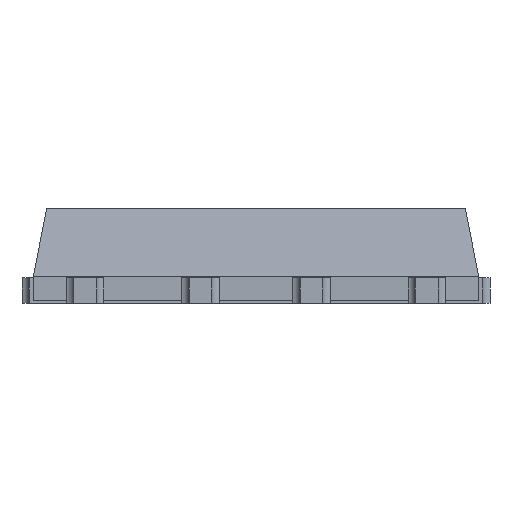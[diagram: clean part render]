
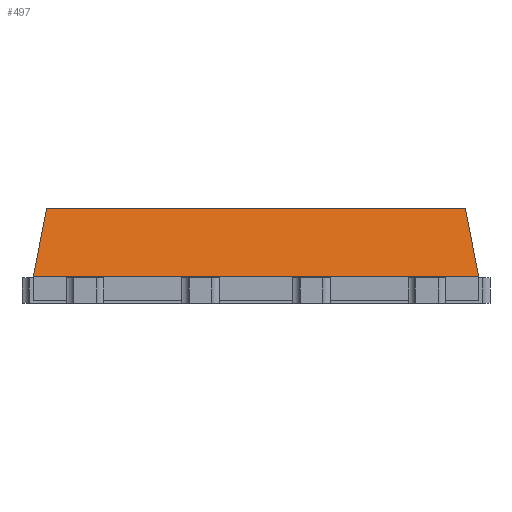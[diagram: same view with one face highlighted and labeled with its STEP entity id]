
A CAD part, left-side view. The second image highlights one B-rep face of the part: STEP entity #497.
In plain terms, the highlighted planar face has unit normal (-0.982, 0, 0.191).
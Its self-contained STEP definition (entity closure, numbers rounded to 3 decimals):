
#150 = PLANE('',#151);
#151 = AXIS2_PLACEMENT_3D('',#152,#153,#154);
#152 = CARTESIAN_POINT('',(0.,0.,1.04));
#153 = DIRECTION('',(0.,0.,1.));
#154 = DIRECTION('',(1.,0.,-0.));
#339 = VERTEX_POINT('',#340);
#340 = CARTESIAN_POINT('',(-2.799,2.304,1.04));
#354 = PLANE('',#355);
#355 = AXIS2_PLACEMENT_3D('',#356,#357,#358);
#356 = CARTESIAN_POINT('',(2.945,2.45,0.29));
#357 = DIRECTION('',(0.,0.982,0.191));
#358 = DIRECTION('',(0.,-0.191,0.982));
#366 = EDGE_CURVE('',#339,#367,#369,.T.);
#367 = VERTEX_POINT('',#368);
#368 = CARTESIAN_POINT('',(-2.799,-2.304,1.04));
#369 = SURFACE_CURVE('',#370,(#374,#381),.PCURVE_S1.);
#370 = LINE('',#371,#372);
#371 = CARTESIAN_POINT('',(-2.799,0.,1.04));
#372 = VECTOR('',#373,1.);
#373 = DIRECTION('',(0.,-1.,-0.));
#374 = PCURVE('',#150,#375);
#375 = DEFINITIONAL_REPRESENTATION('',(#376),#380);
#376 = LINE('',#377,#378);
#377 = CARTESIAN_POINT('',(-2.799,0.));
#378 = VECTOR('',#379,1.);
#379 = DIRECTION('',(0.,-1.));
#380 = ( GEOMETRIC_REPRESENTATION_CONTEXT(2) 
PARAMETRIC_REPRESENTATION_CONTEXT() REPRESENTATION_CONTEXT('2D SPACE',''
  ) );
#381 = PCURVE('',#382,#387);
#382 = PLANE('',#383);
#383 = AXIS2_PLACEMENT_3D('',#384,#385,#386);
#384 = CARTESIAN_POINT('',(-2.945,2.45,0.29));
#385 = DIRECTION('',(-0.982,0.,0.191));
#386 = DIRECTION('',(0.191,0.,0.982));
#387 = DEFINITIONAL_REPRESENTATION('',(#388),#392);
#388 = LINE('',#389,#390);
#389 = CARTESIAN_POINT('',(0.764,-2.45));
#390 = VECTOR('',#391,1.);
#391 = DIRECTION('',(0.,-1.));
#392 = ( GEOMETRIC_REPRESENTATION_CONTEXT(2) 
PARAMETRIC_REPRESENTATION_CONTEXT() REPRESENTATION_CONTEXT('2D SPACE',''
  ) );
#410 = PLANE('',#411);
#411 = AXIS2_PLACEMENT_3D('',#412,#413,#414);
#412 = CARTESIAN_POINT('',(-2.945,-2.45,0.29));
#413 = DIRECTION('',(0.,-0.982,0.191));
#414 = DIRECTION('',(0.,-0.191,-0.982));
#497 = ADVANCED_FACE('',(#498),#382,.T.);
#498 = FACE_BOUND('',#499,.T.);
#499 = EDGE_LOOP('',(#500,#501,#524,#552));
#500 = ORIENTED_EDGE('',*,*,#366,.F.);
#501 = ORIENTED_EDGE('',*,*,#502,.T.);
#502 = EDGE_CURVE('',#339,#503,#505,.T.);
#503 = VERTEX_POINT('',#504);
#504 = CARTESIAN_POINT('',(-2.945,2.45,0.29));
#505 = SURFACE_CURVE('',#506,(#510,#517),.PCURVE_S1.);
#506 = LINE('',#507,#508);
#507 = CARTESIAN_POINT('',(-2.799,2.304,1.04));
#508 = VECTOR('',#509,1.);
#509 = DIRECTION('',(-0.187,0.187,-0.964));
#510 = PCURVE('',#382,#511);
#511 = DEFINITIONAL_REPRESENTATION('',(#512),#516);
#512 = LINE('',#513,#514);
#513 = CARTESIAN_POINT('',(0.764,-0.146));
#514 = VECTOR('',#515,1.);
#515 = DIRECTION('',(-0.982,0.187));
#516 = ( GEOMETRIC_REPRESENTATION_CONTEXT(2) 
PARAMETRIC_REPRESENTATION_CONTEXT() REPRESENTATION_CONTEXT('2D SPACE',''
  ) );
#517 = PCURVE('',#354,#518);
#518 = DEFINITIONAL_REPRESENTATION('',(#519),#523);
#519 = LINE('',#520,#521);
#520 = CARTESIAN_POINT('',(0.764,-5.744));
#521 = VECTOR('',#522,1.);
#522 = DIRECTION('',(-0.982,-0.187));
#523 = ( GEOMETRIC_REPRESENTATION_CONTEXT(2) 
PARAMETRIC_REPRESENTATION_CONTEXT() REPRESENTATION_CONTEXT('2D SPACE',''
  ) );
#524 = ORIENTED_EDGE('',*,*,#525,.T.);
#525 = EDGE_CURVE('',#503,#526,#528,.T.);
#526 = VERTEX_POINT('',#527);
#527 = CARTESIAN_POINT('',(-2.945,-2.45,0.29));
#528 = SURFACE_CURVE('',#529,(#533,#540),.PCURVE_S1.);
#529 = LINE('',#530,#531);
#530 = CARTESIAN_POINT('',(-2.945,2.45,0.29));
#531 = VECTOR('',#532,1.);
#532 = DIRECTION('',(-0.,-1.,0.));
#533 = PCURVE('',#382,#534);
#534 = DEFINITIONAL_REPRESENTATION('',(#535),#539);
#535 = LINE('',#536,#537);
#536 = CARTESIAN_POINT('',(0.,0.));
#537 = VECTOR('',#538,1.);
#538 = DIRECTION('',(0.,-1.));
#539 = ( GEOMETRIC_REPRESENTATION_CONTEXT(2) 
PARAMETRIC_REPRESENTATION_CONTEXT() REPRESENTATION_CONTEXT('2D SPACE',''
  ) );
#540 = PCURVE('',#541,#546);
#541 = PLANE('',#542);
#542 = AXIS2_PLACEMENT_3D('',#543,#544,#545);
#543 = CARTESIAN_POINT('',(-2.945,2.45,0.025));
#544 = DIRECTION('',(-1.,0.,0.));
#545 = DIRECTION('',(0.,0.,1.));
#546 = DEFINITIONAL_REPRESENTATION('',(#547),#551);
#547 = LINE('',#548,#549);
#548 = CARTESIAN_POINT('',(0.265,0.));
#549 = VECTOR('',#550,1.);
#550 = DIRECTION('',(0.,-1.));
#551 = ( GEOMETRIC_REPRESENTATION_CONTEXT(2) 
PARAMETRIC_REPRESENTATION_CONTEXT() REPRESENTATION_CONTEXT('2D SPACE',''
  ) );
#552 = ORIENTED_EDGE('',*,*,#553,.T.);
#553 = EDGE_CURVE('',#526,#367,#554,.T.);
#554 = SURFACE_CURVE('',#555,(#559,#566),.PCURVE_S1.);
#555 = LINE('',#556,#557);
#556 = CARTESIAN_POINT('',(-2.945,-2.45,0.29));
#557 = VECTOR('',#558,1.);
#558 = DIRECTION('',(0.187,0.187,0.964));
#559 = PCURVE('',#382,#560);
#560 = DEFINITIONAL_REPRESENTATION('',(#561),#565);
#561 = LINE('',#562,#563);
#562 = CARTESIAN_POINT('',(0.,-4.9));
#563 = VECTOR('',#564,1.);
#564 = DIRECTION('',(0.982,0.187));
#565 = ( GEOMETRIC_REPRESENTATION_CONTEXT(2) 
PARAMETRIC_REPRESENTATION_CONTEXT() REPRESENTATION_CONTEXT('2D SPACE',''
  ) );
#566 = PCURVE('',#410,#567);
#567 = DEFINITIONAL_REPRESENTATION('',(#568),#572);
#568 = LINE('',#569,#570);
#569 = CARTESIAN_POINT('',(0.,0.));
#570 = VECTOR('',#571,1.);
#571 = DIRECTION('',(-0.982,0.187));
#572 = ( GEOMETRIC_REPRESENTATION_CONTEXT(2) 
PARAMETRIC_REPRESENTATION_CONTEXT() REPRESENTATION_CONTEXT('2D SPACE',''
  ) );
